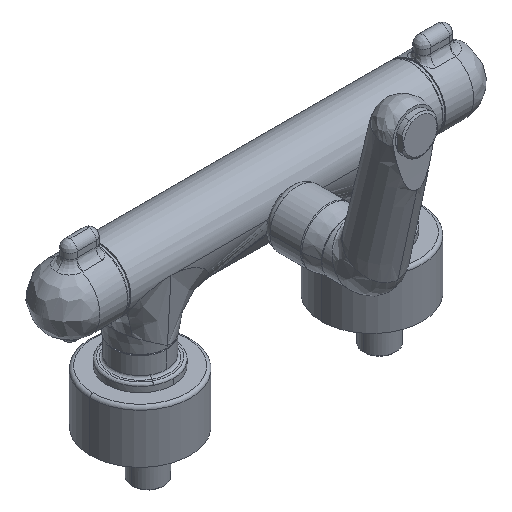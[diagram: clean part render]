
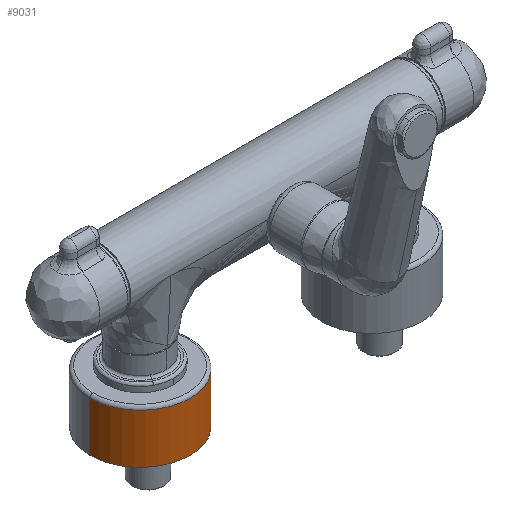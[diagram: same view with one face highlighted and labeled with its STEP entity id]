
A CAD part, isometric view. The second image highlights one B-rep face of the part: STEP entity #9031.
In plain terms, the highlighted cylindrical face has radius 32.5 mm (diameter 65 mm), a partial arc.
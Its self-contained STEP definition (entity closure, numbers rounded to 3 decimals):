
#115 = VERTEX_POINT ( 'NONE', #920 ) ;
#266 = VERTEX_POINT ( 'NONE', #7357 ) ;
#272 = CARTESIAN_POINT ( 'NONE',  ( -117.5, 0., 34. ) ) ;
#490 = EDGE_CURVE ( 'NONE', #5814, #266, #9686, .T. ) ;
#849 = ORIENTED_EDGE ( 'NONE', *, *, #10715, .T. ) ;
#851 = CIRCLE ( 'NONE', #7229, 32.5 ) ;
#920 = CARTESIAN_POINT ( 'NONE',  ( -117.5, 0., 0. ) ) ;
#1342 = CARTESIAN_POINT ( 'NONE',  ( -150., 0., 0. ) ) ;
#1490 = CYLINDRICAL_SURFACE ( 'NONE', #3659, 32.5 ) ;
#1524 = FACE_OUTER_BOUND ( 'NONE', #11115, .T. ) ;
#1583 = CARTESIAN_POINT ( 'NONE',  ( -150., 0., 32. ) ) ;
#1821 = VECTOR ( 'NONE', #6798, 1000. ) ;
#1885 = CARTESIAN_POINT ( 'NONE',  ( -150., 0., 34. ) ) ;
#2273 = DIRECTION ( 'NONE',  ( -1., 0., 0. ) ) ;
#2509 = DIRECTION ( 'NONE',  ( -1., 0., 0. ) ) ;
#2966 = LINE ( 'NONE', #272, #1821 ) ;
#3569 = VERTEX_POINT ( 'NONE', #10675 ) ;
#3659 = AXIS2_PLACEMENT_3D ( 'NONE', #1885, #8291, #7727 ) ;
#4332 = DIRECTION ( 'NONE',  ( 0., 0., -1. ) ) ;
#5814 = VERTEX_POINT ( 'NONE', #10618 ) ;
#6798 = DIRECTION ( 'NONE',  ( 0., 0., -1. ) ) ;
#7025 = AXIS2_PLACEMENT_3D ( 'NONE', #1583, #8103, #2509 ) ;
#7229 = AXIS2_PLACEMENT_3D ( 'NONE', #1342, #7868, #2273 ) ;
#7357 = CARTESIAN_POINT ( 'NONE',  ( -182.5, 0., 0. ) ) ;
#7727 = DIRECTION ( 'NONE',  ( 1., 0., 0. ) ) ;
#7868 = DIRECTION ( 'NONE',  ( 0., 0., 1. ) ) ;
#8103 = DIRECTION ( 'NONE',  ( 0., 0., -1. ) ) ;
#8223 = EDGE_CURVE ( 'NONE', #3569, #115, #2966, .T. ) ;
#8291 = DIRECTION ( 'NONE',  ( 0., 0., -1. ) ) ;
#8373 = ORIENTED_EDGE ( 'NONE', *, *, #490, .T. ) ;
#9031 = ADVANCED_FACE ( 'NONE', ( #1524 ), #1490, .T. ) ;
#9460 = EDGE_CURVE ( 'NONE', #266, #115, #851, .T. ) ;
#9550 = VECTOR ( 'NONE', #4332, 1000. ) ;
#9686 = LINE ( 'NONE', #10633, #9550 ) ;
#10058 = CIRCLE ( 'NONE', #7025, 32.5 ) ;
#10618 = CARTESIAN_POINT ( 'NONE',  ( -182.5, 0., 32. ) ) ;
#10633 = CARTESIAN_POINT ( 'NONE',  ( -182.5, 0., 34. ) ) ;
#10675 = CARTESIAN_POINT ( 'NONE',  ( -117.5, 0., 32. ) ) ;
#10715 = EDGE_CURVE ( 'NONE', #3569, #5814, #10058, .T. ) ;
#11115 = EDGE_LOOP ( 'NONE', ( #849, #8373, #11465, #11796 ) ) ;
#11465 = ORIENTED_EDGE ( 'NONE', *, *, #9460, .T. ) ;
#11796 = ORIENTED_EDGE ( 'NONE', *, *, #8223, .F. ) ;
